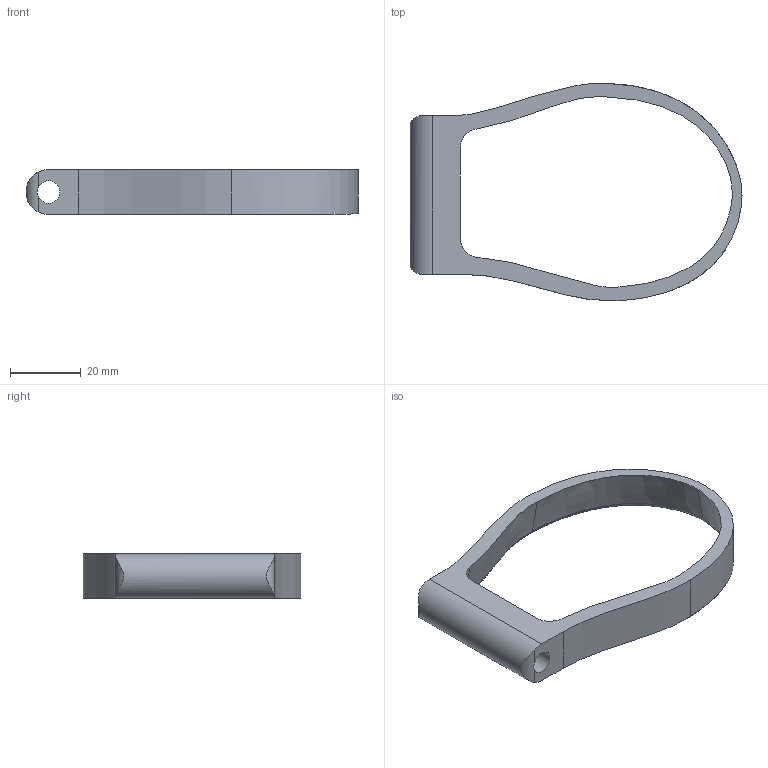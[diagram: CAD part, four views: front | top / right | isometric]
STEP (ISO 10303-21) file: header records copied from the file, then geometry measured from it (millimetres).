
FILE_DESCRIPTION(/* description */ (''),/* implementation_level */ '2;1');
FILE_NAME(/* name */ 'Scooper_As Machined.step',/* time_stamp */ '2022-12-01T00:46:37-05:00',/* author */ (''),/* organization */ (''),/* preprocessor_version */ 'ST-DEVELOPER v19.2',/* originating_system */ 'Autodesk Translation Framework v11.17.0.187',/* authorisation */ '');
FILE_SCHEMA (('AUTOMOTIVE_DESIGN { 1 0 10303 214 3 1 1 }'));
Length unit declared in the file: inch
Products named in the file (1): top Copy 1 - Scooper
Bounding box: 93.72 x 61.44 x 12.7 mm (x, y, z)
Volume: 11978.4 mm3; surface area: 8910.3 mm2
Topology: 1 solids, 1 shells, 26 faces, 74 edges, 47 vertices
Faces by surface type: bspline 12, cylinder 5, plane 5, torus 2, cone 2
Full cylindrical faces by diameter (mm): 6.35 x1
Entity records: 1924 total; most frequent: CARTESIAN_POINT 1284, ORIENTED_EDGE 148, DIRECTION 89, EDGE_CURVE 74, VERTEX_POINT 47, B_SPLINE_CURVE_WITH_KNOTS 33, AXIS2_PLACEMENT_3D 33, EDGE_LOOP 27
